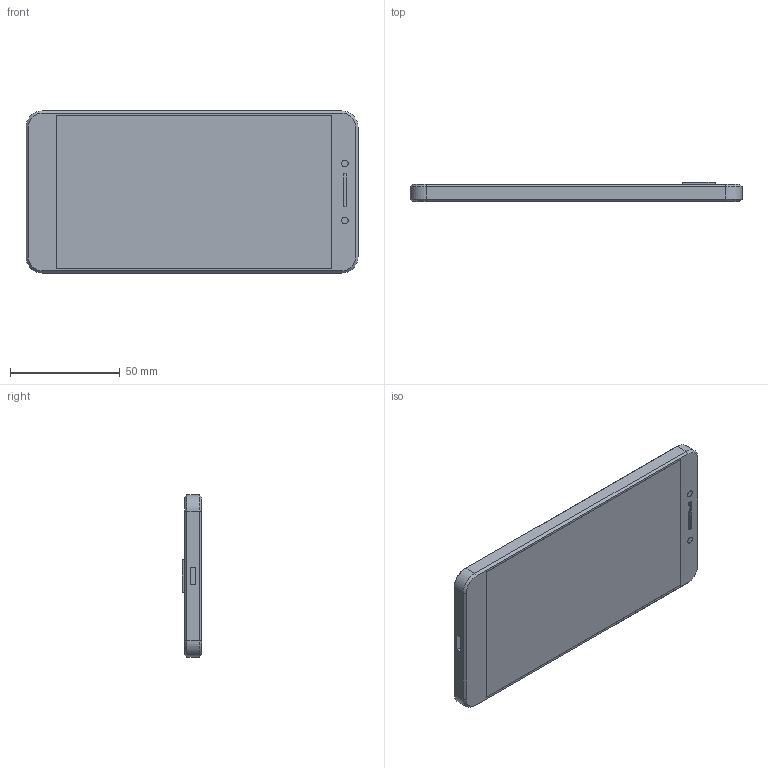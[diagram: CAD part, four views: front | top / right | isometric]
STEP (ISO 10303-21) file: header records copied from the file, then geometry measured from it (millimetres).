
FILE_DESCRIPTION(/* description */ (''),/* implementation_level */ '2;1');
FILE_NAME(/* name */ 'leeco.stp',/* time_stamp */ '2021-03-18T18:26:49-04:00',/* author */ ('dkiiv'),/* organization */ (''),/* preprocessor_version */ 'ST-DEVELOPER v18',/* originating_system */ 'Autodesk Inventor 2020',/* authorisation */ '');
FILE_SCHEMA (('AUTOMOTIVE_DESIGN { 1 0 10303 214 3 1 1 }'));
Length unit declared in the file: millimetre
Products named in the file (1): leeco
Bounding box: 151.5 x 8.7 x 74 mm (x, y, z)
Volume: 84736.1 mm3; surface area: 25414.2 mm2
Topology: 1 solids, 1 shells, 50 faces, 114 edges, 72 vertices
Faces by surface type: plane 36, cone 8, cylinder 6
Full cylindrical faces by diameter (mm): 3 x2
Entity records: 1445 total; most frequent: DIRECTION 240, CARTESIAN_POINT 237, ORIENTED_EDGE 228, EDGE_CURVE 114, LINE 90, VECTOR 90, AXIS2_PLACEMENT_3D 75, VERTEX_POINT 72
